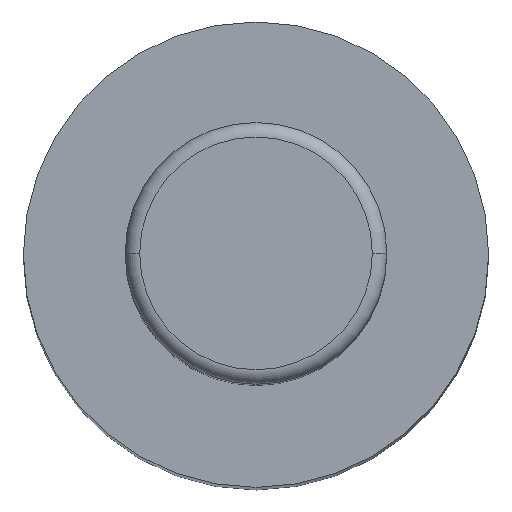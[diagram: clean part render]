
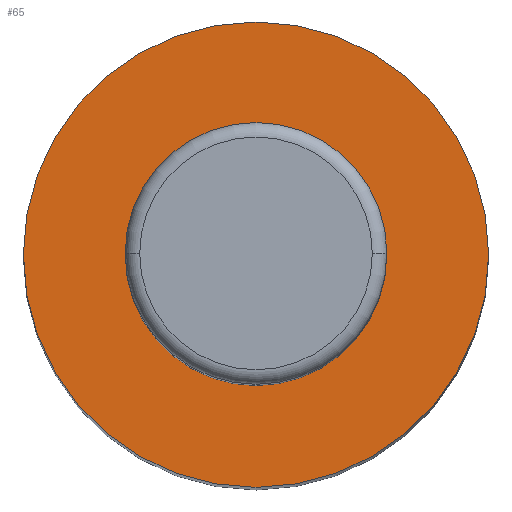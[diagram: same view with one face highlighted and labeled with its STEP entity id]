
A CAD part, top view. The second image highlights one B-rep face of the part: STEP entity #65.
In plain terms, the highlighted planar face has unit normal (0, 0, 1).
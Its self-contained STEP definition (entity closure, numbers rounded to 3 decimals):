
#1 = AXIS2_PLACEMENT_3D ( 'NONE', #750, #199, #545 ) ;
#24 = DIRECTION ( 'NONE',  ( 0., 0., -1. ) ) ;
#35 = VERTEX_POINT ( 'NONE', #71 ) ;
#50 = AXIS2_PLACEMENT_3D ( 'NONE', #519, #547, #785 ) ;
#65 = ADVANCED_FACE ( 'NONE', ( #116, #534 ), #491, .T. ) ;
#71 = CARTESIAN_POINT ( 'NONE',  ( -9., 0., 103. ) ) ;
#96 = DIRECTION ( 'NONE',  ( 1., 0., 0. ) ) ;
#106 = CARTESIAN_POINT ( 'NONE',  ( 0., 0., 103. ) ) ;
#116 = FACE_BOUND ( 'NONE', #659, .T. ) ;
#135 = DIRECTION ( 'NONE',  ( 0., 0., -1. ) ) ;
#141 = AXIS2_PLACEMENT_3D ( 'NONE', #106, #24, #279 ) ;
#158 = ORIENTED_EDGE ( 'NONE', *, *, #684, .F. ) ;
#164 = EDGE_LOOP ( 'NONE', ( #740, #158 ) ) ;
#172 = CARTESIAN_POINT ( 'NONE',  ( -9., 0., 103. ) ) ;
#199 = DIRECTION ( 'NONE',  ( 0., 0., -1. ) ) ;
#201 = CIRCLE ( 'NONE', #880, 9. ) ;
#251 = CIRCLE ( 'NONE', #50, 16. ) ;
#275 = EDGE_CURVE ( 'NONE', #625, #569, #858, .T. ) ;
#279 = DIRECTION ( 'NONE',  ( -1., 0., 0. ) ) ;
#331 = CARTESIAN_POINT ( 'NONE',  ( -16., 0., 103. ) ) ;
#333 = CARTESIAN_POINT ( 'NONE',  ( 9., 0., 103. ) ) ;
#335 = EDGE_CURVE ( 'NONE', #710, #35, #758, .T. ) ;
#401 = ORIENTED_EDGE ( 'NONE', *, *, #732, .T. ) ;
#463 = CARTESIAN_POINT ( 'NONE',  ( 0., 0., 103. ) ) ;
#491 = PLANE ( 'NONE',  #504 ) ;
#494 = ORIENTED_EDGE ( 'NONE', *, *, #335, .T. ) ;
#504 = AXIS2_PLACEMENT_3D ( 'NONE', #172, #699, #96 ) ;
#519 = CARTESIAN_POINT ( 'NONE',  ( 0., 0., 103. ) ) ;
#534 = FACE_OUTER_BOUND ( 'NONE', #164, .T. ) ;
#545 = DIRECTION ( 'NONE',  ( -1., 0., 0. ) ) ;
#547 = DIRECTION ( 'NONE',  ( 0., 0., -1. ) ) ;
#569 = VERTEX_POINT ( 'NONE', #725 ) ;
#625 = VERTEX_POINT ( 'NONE', #331 ) ;
#659 = EDGE_LOOP ( 'NONE', ( #401, #494 ) ) ;
#684 = EDGE_CURVE ( 'NONE', #569, #625, #251, .T. ) ;
#699 = DIRECTION ( 'NONE',  ( 0., 0., 1. ) ) ;
#710 = VERTEX_POINT ( 'NONE', #333 ) ;
#725 = CARTESIAN_POINT ( 'NONE',  ( 16., 0., 103. ) ) ;
#732 = EDGE_CURVE ( 'NONE', #35, #710, #201, .T. ) ;
#740 = ORIENTED_EDGE ( 'NONE', *, *, #275, .F. ) ;
#750 = CARTESIAN_POINT ( 'NONE',  ( 0., 0., 103. ) ) ;
#758 = CIRCLE ( 'NONE', #141, 9. ) ;
#785 = DIRECTION ( 'NONE',  ( -1., 0., 0. ) ) ;
#858 = CIRCLE ( 'NONE', #1, 16. ) ;
#880 = AXIS2_PLACEMENT_3D ( 'NONE', #463, #135, #895 ) ;
#895 = DIRECTION ( 'NONE',  ( -1., 0., 0. ) ) ;
